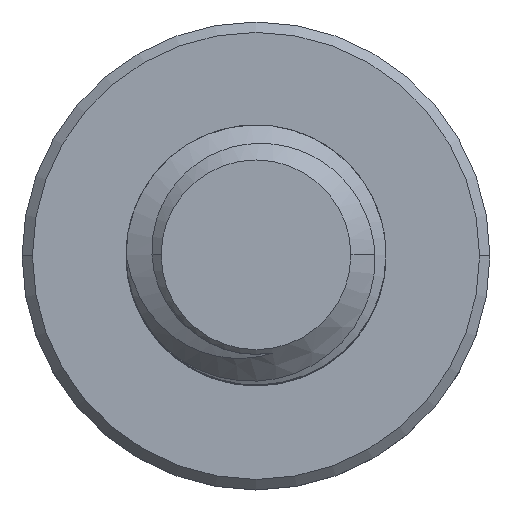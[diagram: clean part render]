
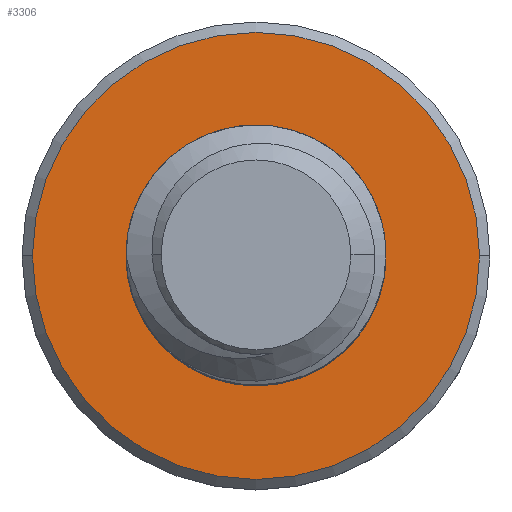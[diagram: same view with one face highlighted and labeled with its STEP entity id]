
A CAD part, top view. The second image highlights one B-rep face of the part: STEP entity #3306.
In plain terms, the highlighted planar face has unit normal (0, 0, 1).
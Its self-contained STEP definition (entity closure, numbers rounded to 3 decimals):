
#13 = CARTESIAN_POINT ( 'NONE',  ( 2.15, 0., -2.6 ) ) ;
#34 = CARTESIAN_POINT ( 'NONE',  ( 0., 0., -2.6 ) ) ;
#109 = DIRECTION ( 'NONE',  ( 0., 0., 1. ) ) ;
#127 = FACE_OUTER_BOUND ( 'NONE', #2275, .T. ) ;
#341 = ORIENTED_EDGE ( 'NONE', *, *, #2542, .T. ) ;
#383 = EDGE_LOOP ( 'NONE', ( #2124, #2080 ) ) ;
#469 = CARTESIAN_POINT ( 'NONE',  ( 0., 0., -2.6 ) ) ;
#630 = AXIS2_PLACEMENT_3D ( 'NONE', #34, #2325, #3481 ) ;
#664 = VERTEX_POINT ( 'NONE', #1457 ) ;
#674 = EDGE_CURVE ( 'NONE', #683, #3670, #2853, .T. ) ;
#683 = VERTEX_POINT ( 'NONE', #1446 ) ;
#753 = DIRECTION ( 'NONE',  ( 1., 0., 0. ) ) ;
#781 = AXIS2_PLACEMENT_3D ( 'NONE', #904, #2386, #1171 ) ;
#860 = CIRCLE ( 'NONE', #3404, 2.15 ) ;
#904 = CARTESIAN_POINT ( 'NONE',  ( 2.15, 0., -2.6 ) ) ;
#991 = DIRECTION ( 'NONE',  ( 1., 0., 0. ) ) ;
#1171 = DIRECTION ( 'NONE',  ( 1., 0., 0. ) ) ;
#1222 = PLANE ( 'NONE',  #781 ) ;
#1316 = CARTESIAN_POINT ( 'NONE',  ( 0., 0., -2.6 ) ) ;
#1353 = AXIS2_PLACEMENT_3D ( 'NONE', #469, #2491, #2770 ) ;
#1446 = CARTESIAN_POINT ( 'NONE',  ( -2.15, 0., -2.6 ) ) ;
#1457 = CARTESIAN_POINT ( 'NONE',  ( -1.25, 0., -2.6 ) ) ;
#1671 = AXIS2_PLACEMENT_3D ( 'NONE', #1831, #109, #991 ) ;
#1831 = CARTESIAN_POINT ( 'NONE',  ( 0., 0., -2.6 ) ) ;
#1898 = DIRECTION ( 'NONE',  ( 0., 0., 1. ) ) ;
#2002 = VERTEX_POINT ( 'NONE', #2851 ) ;
#2080 = ORIENTED_EDGE ( 'NONE', *, *, #3473, .F. ) ;
#2124 = ORIENTED_EDGE ( 'NONE', *, *, #2566, .F. ) ;
#2275 = EDGE_LOOP ( 'NONE', ( #3088, #341 ) ) ;
#2325 = DIRECTION ( 'NONE',  ( 0., 0., 1. ) ) ;
#2386 = DIRECTION ( 'NONE',  ( 0., 0., 1. ) ) ;
#2491 = DIRECTION ( 'NONE',  ( 0., 0., 1. ) ) ;
#2542 = EDGE_CURVE ( 'NONE', #3670, #683, #860, .T. ) ;
#2566 = EDGE_CURVE ( 'NONE', #664, #2002, #2961, .T. ) ;
#2642 = CIRCLE ( 'NONE', #1671, 1.25 ) ;
#2770 = DIRECTION ( 'NONE',  ( 1., 0., 0. ) ) ;
#2851 = CARTESIAN_POINT ( 'NONE',  ( 1.25, 0., -2.6 ) ) ;
#2853 = CIRCLE ( 'NONE', #630, 2.15 ) ;
#2961 = CIRCLE ( 'NONE', #1353, 1.25 ) ;
#3088 = ORIENTED_EDGE ( 'NONE', *, *, #674, .T. ) ;
#3098 = FACE_BOUND ( 'NONE', #383, .T. ) ;
#3306 = ADVANCED_FACE ( 'NONE', ( #3098, #127 ), #1222, .T. ) ;
#3404 = AXIS2_PLACEMENT_3D ( 'NONE', #1316, #1898, #753 ) ;
#3473 = EDGE_CURVE ( 'NONE', #2002, #664, #2642, .T. ) ;
#3481 = DIRECTION ( 'NONE',  ( 1., 0., 0. ) ) ;
#3670 = VERTEX_POINT ( 'NONE', #13 ) ;
